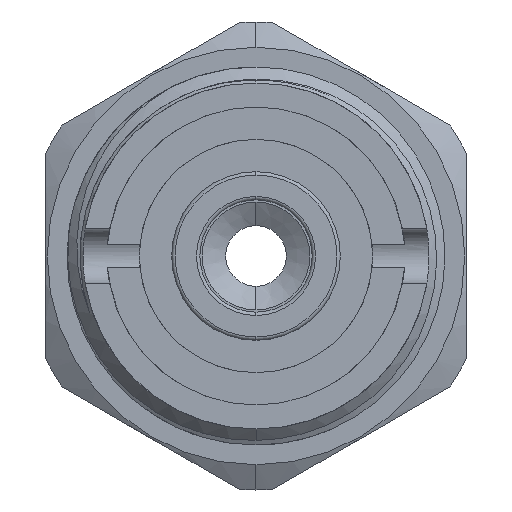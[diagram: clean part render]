
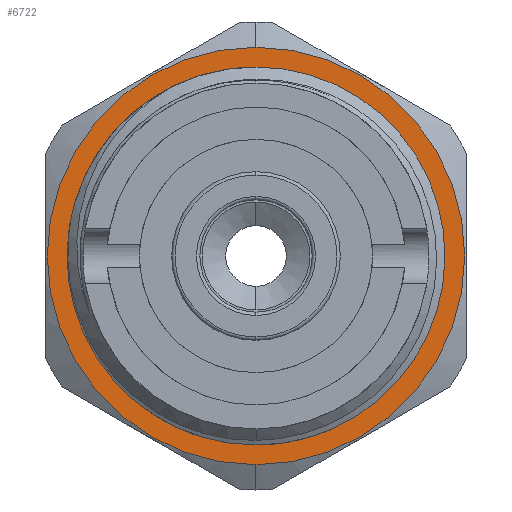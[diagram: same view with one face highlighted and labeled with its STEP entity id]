
A CAD part, front view. The second image highlights one B-rep face of the part: STEP entity #6722.
In plain terms, the highlighted planar face has unit normal (0, -1, 0).
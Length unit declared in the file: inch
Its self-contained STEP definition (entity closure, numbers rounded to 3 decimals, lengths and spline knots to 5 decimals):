
#400 = DIRECTION ( 'NONE',  ( 0., -1., 0. ) ) ;
#432 = DIRECTION ( 'NONE',  ( 0., 0., -1. ) ) ;
#523 = EDGE_CURVE ( 'NONE', #1209, #9533, #1797, .T. ) ;
#735 = VERTEX_POINT ( 'NONE', #2548 ) ;
#1209 = VERTEX_POINT ( 'NONE', #1934 ) ;
#1284 = EDGE_CURVE ( 'NONE', #9533, #1209, #1454, .T. ) ;
#1320 = DIRECTION ( 'NONE',  ( 0., -1., 0. ) ) ;
#1454 = CIRCLE ( 'NONE', #9800, 0.505 ) ;
#1797 = CIRCLE ( 'NONE', #2056, 0.505 ) ;
#1934 = CARTESIAN_POINT ( 'NONE',  ( 0., 0.945, 0.505 ) ) ;
#2028 = CARTESIAN_POINT ( 'NONE',  ( 0., 0.945, 0. ) ) ;
#2056 = AXIS2_PLACEMENT_3D ( 'NONE', #9504, #3671, #10633 ) ;
#2101 = VERTEX_POINT ( 'NONE', #4764 ) ;
#2292 = PLANE ( 'NONE',  #9988 ) ;
#2548 = CARTESIAN_POINT ( 'NONE',  ( 0., 0.945, -0.62 ) ) ;
#2954 = DIRECTION ( 'NONE',  ( 0., -1., 0. ) ) ;
#3088 = ORIENTED_EDGE ( 'NONE', *, *, #5162, .T. ) ;
#3115 = ORIENTED_EDGE ( 'NONE', *, *, #6729, .T. ) ;
#3164 = FACE_BOUND ( 'NONE', #3237, .T. ) ;
#3237 = EDGE_LOOP ( 'NONE', ( #6946, #6899 ) ) ;
#3435 = DIRECTION ( 'NONE',  ( 0., -1., 0. ) ) ;
#3671 = DIRECTION ( 'NONE',  ( 0., -1., 0. ) ) ;
#4331 = CARTESIAN_POINT ( 'NONE',  ( 0., 0.945, 0. ) ) ;
#4738 = CIRCLE ( 'NONE', #12441, 0.62 ) ;
#4764 = CARTESIAN_POINT ( 'NONE',  ( 0., 0.945, 0.62 ) ) ;
#5162 = EDGE_CURVE ( 'NONE', #2101, #735, #11810, .T. ) ;
#5819 = FACE_OUTER_BOUND ( 'NONE', #7189, .T. ) ;
#6722 = ADVANCED_FACE ( 'NONE', ( #5819, #3164 ), #2292, .T. ) ;
#6729 = EDGE_CURVE ( 'NONE', #735, #2101, #4738, .T. ) ;
#6899 = ORIENTED_EDGE ( 'NONE', *, *, #523, .F. ) ;
#6946 = ORIENTED_EDGE ( 'NONE', *, *, #1284, .F. ) ;
#7110 = CARTESIAN_POINT ( 'NONE',  ( 0., 0.945, 0. ) ) ;
#7189 = EDGE_LOOP ( 'NONE', ( #3088, #3115 ) ) ;
#7355 = DIRECTION ( 'NONE',  ( 0., 0., -1. ) ) ;
#8463 = CARTESIAN_POINT ( 'NONE',  ( 0., 0.945, -0.505 ) ) ;
#9210 = DIRECTION ( 'NONE',  ( 0., 0., -1. ) ) ;
#9407 = CARTESIAN_POINT ( 'NONE',  ( 0., 0.945, 0.62 ) ) ;
#9504 = CARTESIAN_POINT ( 'NONE',  ( 0., 0.945, 0. ) ) ;
#9533 = VERTEX_POINT ( 'NONE', #8463 ) ;
#9800 = AXIS2_PLACEMENT_3D ( 'NONE', #2028, #2954, #9972 ) ;
#9972 = DIRECTION ( 'NONE',  ( 0., 0., -1. ) ) ;
#9988 = AXIS2_PLACEMENT_3D ( 'NONE', #9407, #3435, #7355 ) ;
#10633 = DIRECTION ( 'NONE',  ( 0., 0., -1. ) ) ;
#11810 = CIRCLE ( 'NONE', #12176, 0.62 ) ;
#12176 = AXIS2_PLACEMENT_3D ( 'NONE', #7110, #1320, #9210 ) ;
#12441 = AXIS2_PLACEMENT_3D ( 'NONE', #4331, #400, #432 ) ;
